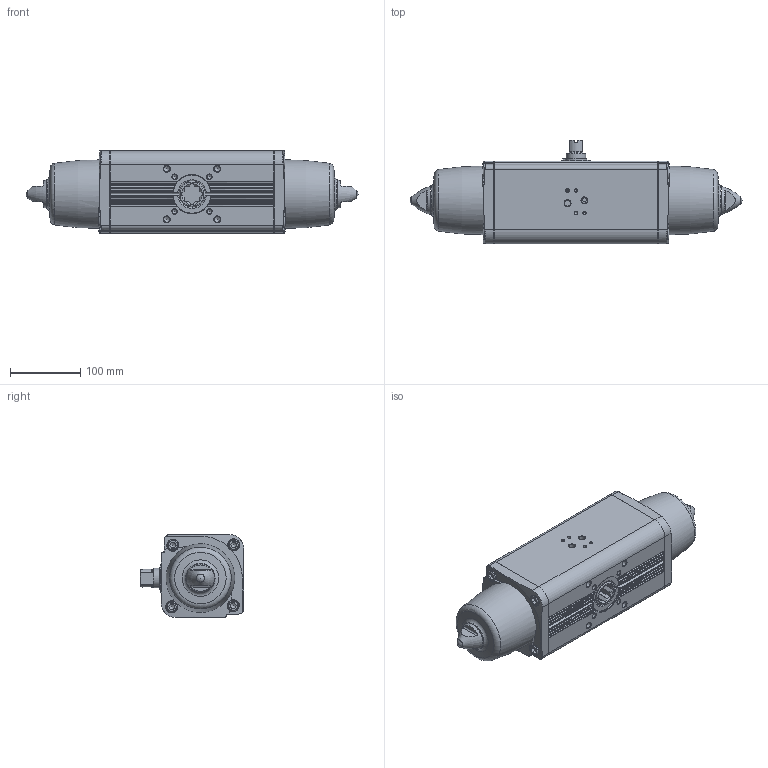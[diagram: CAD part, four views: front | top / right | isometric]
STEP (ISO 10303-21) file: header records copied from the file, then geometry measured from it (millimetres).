
FILE_DESCRIPTION(/* description */ ('Unknown'),/* implementation_level */ '2;1');
FILE_NAME(/* name */ 'SR07',/* time_stamp */ '2022-08-11T13:12:16+02:00',/* author */ ('Unknown'),/* organization */ ('Unknown'),/* preprocessor_version */ 'ST-DEVELOPER v16.7',/* originating_system */ 'Solid Edge',/* authorisation */ 'Unknown');
FILE_SCHEMA (('AUTOMOTIVE_DESIGN {1 0 10303 214 3 1 1}'));
Length unit declared in the file: millimetre
Products named in the file (2): SR 180; _SRN0180401S_new
Assembly tree (1 placements, depth 2):
  SR 180
    _SRN0180401S_new
Bounding box: 474 x 148 x 118 mm (x, y, z)
Volume: 4551916.9 mm3; surface area: 234726.3 mm2
Topology: 1 solids, 1 shells, 512 faces, 1344 edges, 860 vertices
Faces by surface type: plane 250, cylinder 135, cone 74, torus 51, sphere 2
Full cylindrical faces by diameter (mm): 2 x2, 4.134 x8, 4.917 x1, 6 x1, 6.647 x4, 8.376 x4, 8.566 x2, 16 x8, 28 x2, 37 x1, 40 x1, 41 x1, 102.11 x2
Entity records: 18688 total; most frequent: CARTESIAN_POINT 3340, DIRECTION 2382, ORIENTED_EDGE 2318, EDGE_CURVE 1159, AXIS2_PLACEMENT_3D 915, VERTEX_POINT 826, FACE_BOUND 693, EDGE_LOOP 668
